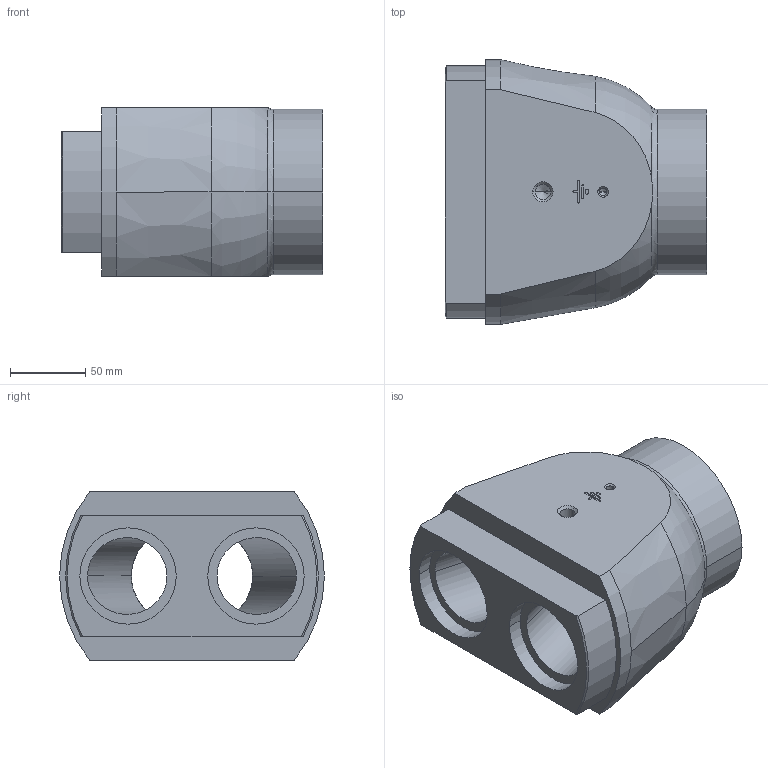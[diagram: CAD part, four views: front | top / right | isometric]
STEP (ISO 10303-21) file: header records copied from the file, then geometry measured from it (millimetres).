
FILE_DESCRIPTION (( 'STEP AP203' ), '1' );
FILE_NAME ('ÂÒÍÔ.731464.003 Ðàññåêàòåëü ïîòîêà Äó100.STEP', '2018-12-12T11:25:27', ( '' ), ( '' ), 'SwSTEP 2.0', 'SolidWorks 2017', '' );
FILE_SCHEMA (( 'CONFIG_CONTROL_DESIGN' ));
Length unit declared in the file: millimetre
Products named in the file (1): ÂÒÍÔ.731464.003 Ðàññåêàòåëü ïîòîêà Äó100
Bounding box: 174 x 176 x 112 mm (x, y, z)
Volume: 1511543.9 mm3; surface area: 151739.2 mm2
Topology: 1 solids, 1 shells, 92 faces, 220 edges, 134 vertices
Faces by surface type: cylinder 31, plane 22, cone 18, torus 8, bspline 7, sphere 6
Entity records: 4306 total; most frequent: CARTESIAN_POINT 2180, ORIENTED_EDGE 432, DIRECTION 422, EDGE_CURVE 216, AXIS2_PLACEMENT_3D 170, VERTEX_POINT 134, EDGE_LOOP 104, FACE_OUTER_BOUND 92
